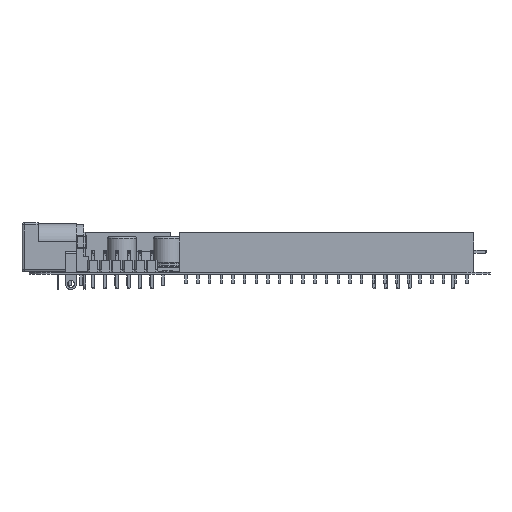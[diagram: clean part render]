
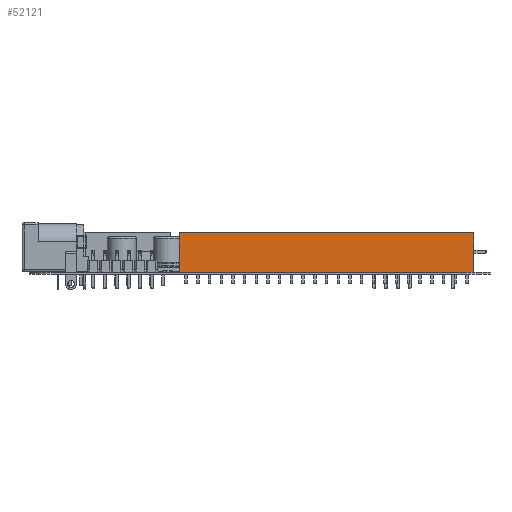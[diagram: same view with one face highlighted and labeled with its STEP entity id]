
A CAD part, left-side view. The second image highlights one B-rep face of the part: STEP entity #52121.
In plain terms, the highlighted face is planar.
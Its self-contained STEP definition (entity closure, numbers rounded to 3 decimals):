
#40460 = VERTEX_POINT('',#40461);
#40461 = CARTESIAN_POINT('',(0.,8.5,0.));
#40467 = EDGE_CURVE('',#40460,#40468,#40470,.T.);
#40468 = VERTEX_POINT('',#40469);
#40469 = CARTESIAN_POINT('',(64.,8.5,0.));
#40470 = LINE('',#40471,#40472);
#40471 = CARTESIAN_POINT('',(0.,8.5,0.));
#40472 = VECTOR('',#40473,1.);
#40473 = DIRECTION('',(1.,0.,0.));
#52024 = VERTEX_POINT('',#52025);
#52025 = CARTESIAN_POINT('',(0.,0.,0.));
#52031 = EDGE_CURVE('',#40460,#52024,#52032,.T.);
#52032 = LINE('',#52033,#52034);
#52033 = CARTESIAN_POINT('',(0.,8.5,0.));
#52034 = VECTOR('',#52035,1.);
#52035 = DIRECTION('',(0.,-1.,0.));
#52062 = VERTEX_POINT('',#52063);
#52063 = CARTESIAN_POINT('',(64.,0.,0.));
#52069 = EDGE_CURVE('',#52024,#52062,#52070,.T.);
#52070 = LINE('',#52071,#52072);
#52071 = CARTESIAN_POINT('',(0.,0.,0.));
#52072 = VECTOR('',#52073,1.);
#52073 = DIRECTION('',(1.,0.,0.));
#52121 = ADVANCED_FACE('',(#52122),#52133,.T.);
#52122 = FACE_BOUND('',#52123,.T.);
#52123 = EDGE_LOOP('',(#52124,#52125,#52126,#52132));
#52124 = ORIENTED_EDGE('',*,*,#52031,.T.);
#52125 = ORIENTED_EDGE('',*,*,#52069,.T.);
#52126 = ORIENTED_EDGE('',*,*,#52127,.F.);
#52127 = EDGE_CURVE('',#40468,#52062,#52128,.T.);
#52128 = LINE('',#52129,#52130);
#52129 = CARTESIAN_POINT('',(64.,8.5,0.));
#52130 = VECTOR('',#52131,1.);
#52131 = DIRECTION('',(0.,-1.,0.));
#52132 = ORIENTED_EDGE('',*,*,#40467,.F.);
#52133 = PLANE('',#52134);
#52134 = AXIS2_PLACEMENT_3D('',#52135,#52136,#52137);
#52135 = CARTESIAN_POINT('',(0.,8.5,0.));
#52136 = DIRECTION('',(0.,0.,1.));
#52137 = DIRECTION('',(0.,-1.,0.));
